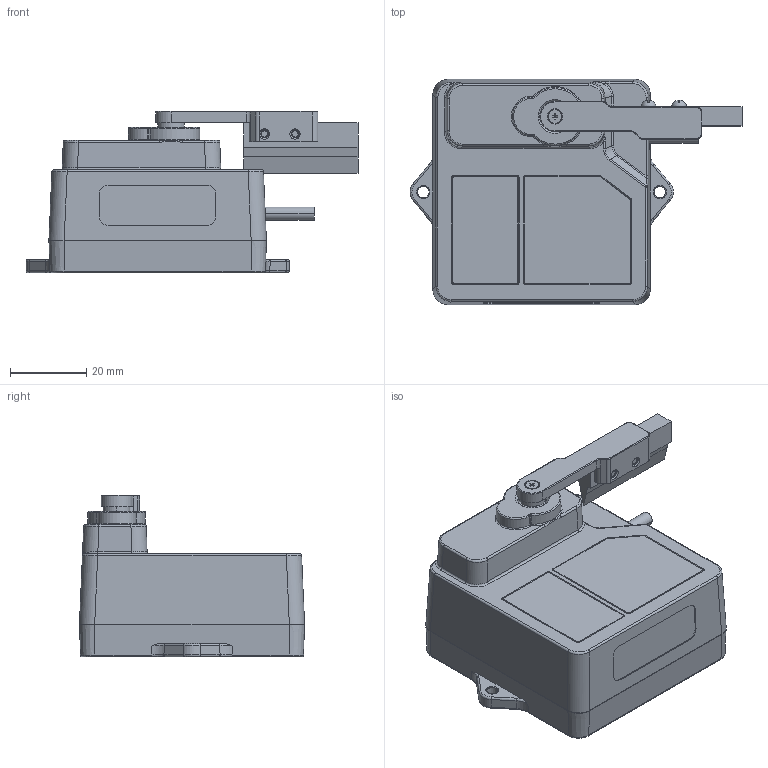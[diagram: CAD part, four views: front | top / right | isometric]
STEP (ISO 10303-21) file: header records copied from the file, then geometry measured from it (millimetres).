
FILE_DESCRIPTION((''),'2;1');
FILE_NAME('001-ALL-ZHENGTISHI_ASM','2020-10-17T',('Benewake賦凳001'),(''),'CREO PARAMETRIC BY PTC INC, 2015480','CREO PARAMETRIC BY PTC INC, 2015480','');
FILE_SCHEMA(('CONFIG_CONTROL_DESIGN'));
Products named in the file (12): WAIKE; HOUGAI; BOLI-XIAO; BOLI-DA; XIAN-4XIN; YUSHUAJIA0614; YUSHUA-W; TONGXIANGJIAN-M2_5; GB818_M2X8; GB818_M2_5X12; GB819_M2X5; 001-ALL-ZHENGTISHI_ASM
Assembly tree (18 placements, depth 2):
  001-ALL-ZHENGTISHI_ASM
    WAIKE
    HOUGAI
    BOLI-XIAO
    BOLI-DA
    XIAN-4XIN
    YUSHUAJIA0614
    YUSHUA-W
    TONGXIANGJIAN-M2_5  x4
    GB818_M2X8  x2
    GB818_M2_5X12  x4
    GB819_M2X5
Bounding box: 87 x 59 x 42.37 mm (x, y, z)
Volume: 75829.7 mm3; surface area: 39489.6 mm2
Topology: 18 solids, 27 shells, 1323 faces, 3378 edges, 2140 vertices
Faces by surface type: plane 539, cylinder 418, bspline 145, torus 93, cone 88, sphere 36, extrusion 4
Entity records: 57461 total; most frequent: CARTESIAN_POINT 16995, ORIENTED_EDGE 5980, DIRECTION 5609, PRESENTATION_STYLE_ASSIGNMENT 3475, STYLED_ITEM 3470, CURVE_STYLE 2990, EDGE_CURVE 2990, AXIS2_PLACEMENT_3D 2029
